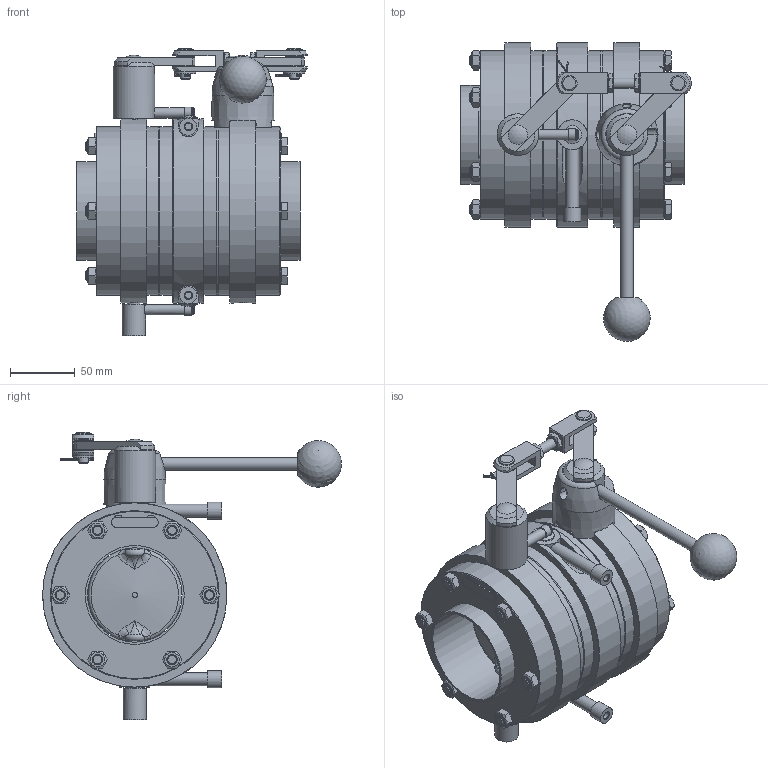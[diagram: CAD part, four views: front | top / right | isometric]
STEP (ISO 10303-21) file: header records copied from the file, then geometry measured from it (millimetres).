
FILE_DESCRIPTION((''),'2;1');
FILE_NAME('59640300XX00.stp','2010-12-08T16:10:21',('Creator'),(''),'Autodesk Inventor 2010','Autodesk Inventor 2010','');
FILE_SCHEMA(('AUTOMOTIVE_DESIGN { 1 0 10303 214 1 1 1 1 }'));
Length unit declared in the file: millimetre
Products named in the file (1): 59640300XX00
Bounding box: 177.56 x 230.15 x 221.25 mm (x, y, z)
Volume: 1703624.9 mm3; surface area: 292217.1 mm2
Topology: 33 solids, 36 shells, 989 faces, 2403 edges, 1524 vertices
Faces by surface type: plane 475, cylinder 271, cone 140, bspline 59, torus 41, sphere 3
Full cylindrical faces by diameter (mm): 4.134 x7, 5 x2, 5.2 x1, 5.5 x4, 6.2 x1, 6.647 x2, 6.8 x2, 7 x4, 7.2 x8, 7.323 x6, 7.9 x2, 8 x24, 8.2 x4, 8.4 x2, 8.5 x6, 8.8 x6, 9 x3, 9.5 x2, 9.8 x1, 10 x6, 10.1 x2, 10.5 x2, 10.7 x4, 11.4 x6, 12 x2, 13 x2, 13.16 x2, 13.8 x5, 14 x19, 16 x10
Entity records: 36705 total; most frequent: CARTESIAN_POINT 16092, DIRECTION 4002, ORIENTED_EDGE 3936, EDGE_CURVE 1969, AXIS2_PLACEMENT_3D 1684, EDGE_LOOP 1460, VERTEX_POINT 1394, FACE_OUTER_BOUND 983
